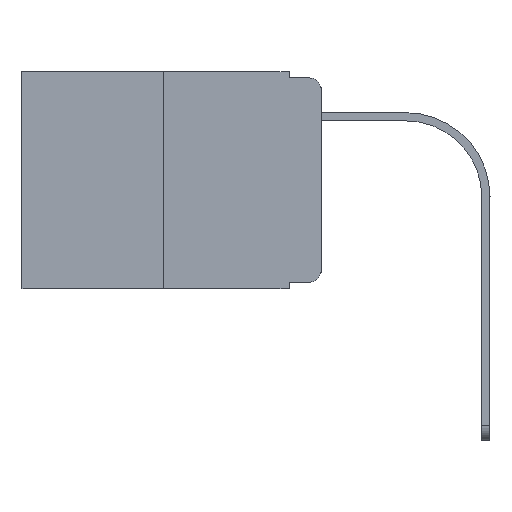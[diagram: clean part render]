
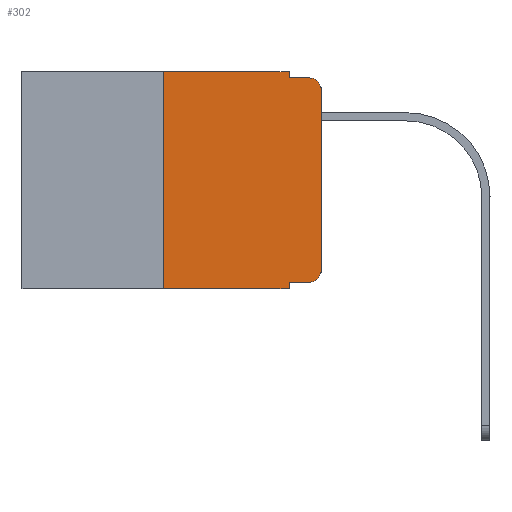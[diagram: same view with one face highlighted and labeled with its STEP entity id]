
A CAD part, left-side view. The second image highlights one B-rep face of the part: STEP entity #302.
In plain terms, the highlighted planar face has unit normal (-1, 0, 0).
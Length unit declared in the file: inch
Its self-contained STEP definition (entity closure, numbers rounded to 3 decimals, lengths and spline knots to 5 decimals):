
#214 = CIRCLE ( 'NONE', #13447, 0.02 ) ;
#302 = ADVANCED_FACE ( 'NONE', ( #13263 ), #5214, .F. ) ;
#486 = VERTEX_POINT ( 'NONE', #5861 ) ;
#532 = LINE ( 'NONE', #2658, #3258 ) ;
#1124 = VECTOR ( 'NONE', #23842, 39.37008 ) ;
#1236 = EDGE_CURVE ( 'NONE', #486, #9334, #4901, .T. ) ;
#1536 = CIRCLE ( 'NONE', #10759, 0.02 ) ;
#1760 = EDGE_CURVE ( 'NONE', #21039, #18796, #2746, .T. ) ;
#2443 = ORIENTED_EDGE ( 'NONE', *, *, #8808, .F. ) ;
#2506 = VERTEX_POINT ( 'NONE', #5946 ) ;
#2628 = CARTESIAN_POINT ( 'NONE',  ( 0., 0.02, -0.313 ) ) ;
#2658 = CARTESIAN_POINT ( 'NONE',  ( 0., 0.051, -0.01 ) ) ;
#2746 = LINE ( 'NONE', #21953, #1124 ) ;
#2895 = ORIENTED_EDGE ( 'NONE', *, *, #19584, .T. ) ;
#2936 = ORIENTED_EDGE ( 'NONE', *, *, #1236, .T. ) ;
#3244 = CARTESIAN_POINT ( 'NONE',  ( 0., 0., 0. ) ) ;
#3255 = EDGE_LOOP ( 'NONE', ( #9733, #2895, #21119, #7007, #2443, #13332, #2936, #15303, #20271, #17709 ) ) ;
#3258 = VECTOR ( 'NONE', #12321, 39.37008 ) ;
#3338 = CARTESIAN_POINT ( 'NONE',  ( 0., 0.473, 0. ) ) ;
#4270 = CARTESIAN_POINT ( 'NONE',  ( 0., 0.25, 0. ) ) ;
#4400 = DIRECTION ( 'NONE',  ( 0., -1., 0. ) ) ;
#4901 = LINE ( 'NONE', #6418, #19953 ) ;
#5214 = PLANE ( 'NONE',  #18504 ) ;
#5861 = CARTESIAN_POINT ( 'NONE',  ( 0., 0.25, -0.343 ) ) ;
#5946 = CARTESIAN_POINT ( 'NONE',  ( 0., 0.051, -0.333 ) ) ;
#6150 = VERTEX_POINT ( 'NONE', #19993 ) ;
#6277 = DIRECTION ( 'NONE',  ( -1., 0., 0. ) ) ;
#6418 = CARTESIAN_POINT ( 'NONE',  ( 0., 0.473, -0.343 ) ) ;
#7007 = ORIENTED_EDGE ( 'NONE', *, *, #1760, .F. ) ;
#7175 = CARTESIAN_POINT ( 'NONE',  ( 0., 0.473, 0. ) ) ;
#7386 = LINE ( 'NONE', #11660, #15924 ) ;
#7777 = DIRECTION ( 'NONE',  ( 0., 0., -1. ) ) ;
#7920 = VERTEX_POINT ( 'NONE', #14327 ) ;
#8522 = EDGE_CURVE ( 'NONE', #2506, #21776, #9971, .T. ) ;
#8808 = EDGE_CURVE ( 'NONE', #23691, #21039, #20611, .T. ) ;
#9334 = VERTEX_POINT ( 'NONE', #13410 ) ;
#9733 = ORIENTED_EDGE ( 'NONE', *, *, #15169, .T. ) ;
#9852 = EDGE_CURVE ( 'NONE', #18796, #10927, #532, .T. ) ;
#9971 = LINE ( 'NONE', #19394, #20439 ) ;
#10663 = DIRECTION ( 'NONE',  ( 0., 0., 1. ) ) ;
#10759 = AXIS2_PLACEMENT_3D ( 'NONE', #22839, #13685, #7777 ) ;
#10927 = VERTEX_POINT ( 'NONE', #16532 ) ;
#11205 = CARTESIAN_POINT ( 'NONE',  ( 0., 0.25, 0. ) ) ;
#11334 = DIRECTION ( 'NONE',  ( 0., -1., 0. ) ) ;
#11660 = CARTESIAN_POINT ( 'NONE',  ( 0., 0.051, 0. ) ) ;
#12321 = DIRECTION ( 'NONE',  ( 0., -1., 0. ) ) ;
#12789 = LINE ( 'NONE', #3244, #23476 ) ;
#13263 = FACE_OUTER_BOUND ( 'NONE', #3255, .T. ) ;
#13332 = ORIENTED_EDGE ( 'NONE', *, *, #16210, .F. ) ;
#13410 = CARTESIAN_POINT ( 'NONE',  ( 0., 0.051, -0.343 ) ) ;
#13447 = AXIS2_PLACEMENT_3D ( 'NONE', #2628, #6277, #19468 ) ;
#13685 = DIRECTION ( 'NONE',  ( -1., 0., 0. ) ) ;
#14327 = CARTESIAN_POINT ( 'NONE',  ( 0., 0., -0.03 ) ) ;
#15169 = EDGE_CURVE ( 'NONE', #6150, #7920, #12789, .T. ) ;
#15303 = ORIENTED_EDGE ( 'NONE', *, *, #18367, .F. ) ;
#15622 = CARTESIAN_POINT ( 'NONE',  ( 0., 0.051, -0.01 ) ) ;
#15836 = LINE ( 'NONE', #4270, #16299 ) ;
#15924 = VECTOR ( 'NONE', #16942, 39.37008 ) ;
#16210 = EDGE_CURVE ( 'NONE', #486, #23691, #15836, .T. ) ;
#16299 = VECTOR ( 'NONE', #23738, 39.37008 ) ;
#16532 = CARTESIAN_POINT ( 'NONE',  ( 0., 0.02, -0.01 ) ) ;
#16942 = DIRECTION ( 'NONE',  ( 0., 0., -1. ) ) ;
#17709 = ORIENTED_EDGE ( 'NONE', *, *, #24304, .T. ) ;
#18191 = CARTESIAN_POINT ( 'NONE',  ( 0., 0.051, 0. ) ) ;
#18367 = EDGE_CURVE ( 'NONE', #2506, #9334, #7386, .T. ) ;
#18504 = AXIS2_PLACEMENT_3D ( 'NONE', #3338, #24687, #20917 ) ;
#18796 = VERTEX_POINT ( 'NONE', #15622 ) ;
#19394 = CARTESIAN_POINT ( 'NONE',  ( 0., 0.051, -0.333 ) ) ;
#19468 = DIRECTION ( 'NONE',  ( 0., 0., -1. ) ) ;
#19584 = EDGE_CURVE ( 'NONE', #7920, #10927, #1536, .T. ) ;
#19953 = VECTOR ( 'NONE', #4400, 39.37008 ) ;
#19993 = CARTESIAN_POINT ( 'NONE',  ( 0., 0., -0.313 ) ) ;
#20271 = ORIENTED_EDGE ( 'NONE', *, *, #8522, .T. ) ;
#20439 = VECTOR ( 'NONE', #23530, 39.37008 ) ;
#20611 = LINE ( 'NONE', #7175, #24076 ) ;
#20917 = DIRECTION ( 'NONE',  ( 0., 0., -1. ) ) ;
#21039 = VERTEX_POINT ( 'NONE', #18191 ) ;
#21119 = ORIENTED_EDGE ( 'NONE', *, *, #9852, .F. ) ;
#21776 = VERTEX_POINT ( 'NONE', #23202 ) ;
#21953 = CARTESIAN_POINT ( 'NONE',  ( 0., 0.051, 0. ) ) ;
#22839 = CARTESIAN_POINT ( 'NONE',  ( 0., 0.02, -0.03 ) ) ;
#23202 = CARTESIAN_POINT ( 'NONE',  ( 0., 0.02, -0.333 ) ) ;
#23476 = VECTOR ( 'NONE', #10663, 39.37008 ) ;
#23530 = DIRECTION ( 'NONE',  ( 0., -1., 0. ) ) ;
#23691 = VERTEX_POINT ( 'NONE', #11205 ) ;
#23738 = DIRECTION ( 'NONE',  ( 0., 0., 1. ) ) ;
#23842 = DIRECTION ( 'NONE',  ( 0., 0., -1. ) ) ;
#24076 = VECTOR ( 'NONE', #11334, 39.37008 ) ;
#24304 = EDGE_CURVE ( 'NONE', #21776, #6150, #214, .T. ) ;
#24687 = DIRECTION ( 'NONE',  ( 1., 0., 0. ) ) ;
